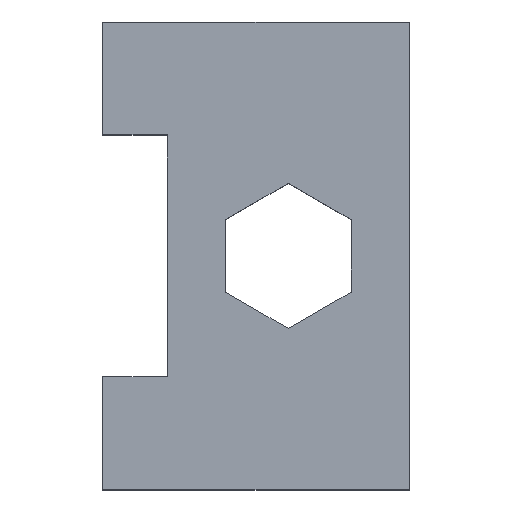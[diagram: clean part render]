
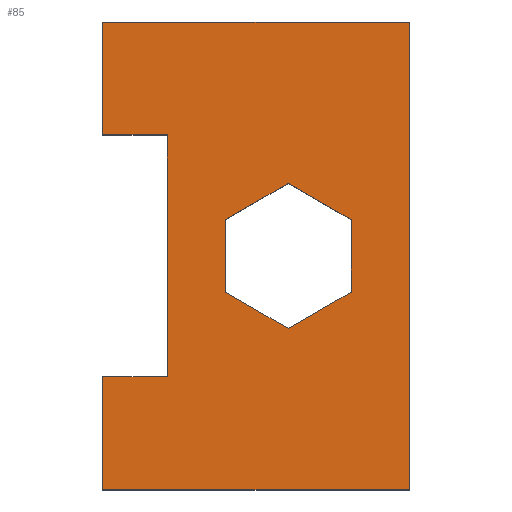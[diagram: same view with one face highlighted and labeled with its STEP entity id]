
A CAD part, top view. The second image highlights one B-rep face of the part: STEP entity #85.
In plain terms, the highlighted planar face has unit normal (0, 0, 1).
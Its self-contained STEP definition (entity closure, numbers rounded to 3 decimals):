
#85 = ADVANCED_FACE( '', ( #122, #123 ), #124, .F. );
#122 = FACE_BOUND( '', #172, .T. );
#123 = FACE_OUTER_BOUND( '', #173, .T. );
#124 = PLANE( '', #174 );
#172 = EDGE_LOOP( '', ( #287, #288, #289, #290, #291, #292 ) );
#173 = EDGE_LOOP( '', ( #293, #294, #295, #296, #297, #298, #299, #300 ) );
#174 = AXIS2_PLACEMENT_3D( '', #301, #302, #303 );
#287 = ORIENTED_EDGE( '', *, *, #424, .T. );
#288 = ORIENTED_EDGE( '', *, *, #397, .T. );
#289 = ORIENTED_EDGE( '', *, *, #394, .T. );
#290 = ORIENTED_EDGE( '', *, *, #425, .T. );
#291 = ORIENTED_EDGE( '', *, *, #426, .T. );
#292 = ORIENTED_EDGE( '', *, *, #427, .T. );
#293 = ORIENTED_EDGE( '', *, *, #389, .F. );
#294 = ORIENTED_EDGE( '', *, *, #423, .F. );
#295 = ORIENTED_EDGE( '', *, *, #428, .F. );
#296 = ORIENTED_EDGE( '', *, *, #429, .F. );
#297 = ORIENTED_EDGE( '', *, *, #430, .F. );
#298 = ORIENTED_EDGE( '', *, *, #431, .F. );
#299 = ORIENTED_EDGE( '', *, *, #419, .F. );
#300 = ORIENTED_EDGE( '', *, *, #421, .F. );
#301 = CARTESIAN_POINT( '', ( -11.5, 14.5, 32.2 ) );
#302 = DIRECTION( '', ( 0., 0., -1. ) );
#303 = DIRECTION( '', ( -1., 0., 0. ) );
#389 = EDGE_CURVE( '', #453, #455, #456, .T. );
#394 = EDGE_CURVE( '', #458, #463, #465, .T. );
#397 = EDGE_CURVE( '', #466, #458, #470, .T. );
#419 = EDGE_CURVE( '', #506, #508, #509, .T. );
#421 = EDGE_CURVE( '', #455, #506, #511, .T. );
#423 = EDGE_CURVE( '', #512, #453, #514, .T. );
#424 = EDGE_CURVE( '', #515, #466, #516, .T. );
#425 = EDGE_CURVE( '', #463, #517, #518, .T. );
#426 = EDGE_CURVE( '', #517, #519, #520, .T. );
#427 = EDGE_CURVE( '', #519, #515, #521, .T. );
#428 = EDGE_CURVE( '', #522, #512, #523, .T. );
#429 = EDGE_CURVE( '', #524, #522, #525, .T. );
#430 = EDGE_CURVE( '', #526, #524, #527, .T. );
#431 = EDGE_CURVE( '', #508, #526, #528, .T. );
#453 = VERTEX_POINT( '', #556 );
#455 = VERTEX_POINT( '', #559 );
#456 = LINE( '', #560, #561 );
#458 = VERTEX_POINT( '', #564 );
#463 = VERTEX_POINT( '', #571 );
#465 = LINE( '', #574, #575 );
#466 = VERTEX_POINT( '', #576 );
#470 = LINE( '', #582, #583 );
#506 = VERTEX_POINT( '', #637 );
#508 = VERTEX_POINT( '', #640 );
#509 = LINE( '', #641, #642 );
#511 = LINE( '', #645, #646 );
#512 = VERTEX_POINT( '', #647 );
#514 = LINE( '', #650, #651 );
#515 = VERTEX_POINT( '', #652 );
#516 = LINE( '', #653, #654 );
#517 = VERTEX_POINT( '', #655 );
#518 = LINE( '', #656, #657 );
#519 = VERTEX_POINT( '', #658 );
#520 = LINE( '', #659, #660 );
#521 = LINE( '', #661, #662 );
#522 = VERTEX_POINT( '', #663 );
#523 = LINE( '', #664, #665 );
#524 = VERTEX_POINT( '', #666 );
#525 = LINE( '', #667, #668 );
#526 = VERTEX_POINT( '', #669 );
#527 = LINE( '', #670, #671 );
#528 = LINE( '', #672, #673 );
#556 = CARTESIAN_POINT( '', ( -11.5, 7.5, 32.2 ) );
#559 = CARTESIAN_POINT( '', ( -11.5, 14.5, 32.2 ) );
#560 = CARTESIAN_POINT( '', ( -11.5, 7.5, 32.2 ) );
#561 = VECTOR( '', #707, 1000. );
#564 = CARTESIAN_POINT( '', ( 3.897, 2.25, 32.2 ) );
#571 = CARTESIAN_POINT( '', ( 3.897, -2.25, 32.2 ) );
#574 = CARTESIAN_POINT( '', ( 3.897, 14.5, 32.2 ) );
#575 = VECTOR( '', #712, 1000. );
#576 = CARTESIAN_POINT( '', ( 0., 4.5, 32.2 ) );
#582 = CARTESIAN_POINT( '', ( -12.955, 11.98, 32.2 ) );
#583 = VECTOR( '', #715, 1000. );
#637 = CARTESIAN_POINT( '', ( 7.5, 14.5, 32.2 ) );
#640 = CARTESIAN_POINT( '', ( 7.5, -14.5, 32.2 ) );
#641 = CARTESIAN_POINT( '', ( 7.5, 14.5, 32.2 ) );
#642 = VECTOR( '', #741, 1000. );
#645 = CARTESIAN_POINT( '', ( -11.5, 14.5, 32.2 ) );
#646 = VECTOR( '', #743, 1000. );
#647 = CARTESIAN_POINT( '', ( -7.5, 7.5, 32.2 ) );
#650 = CARTESIAN_POINT( '', ( -11.5, 7.5, 32.2 ) );
#651 = VECTOR( '', #745, 1000. );
#652 = CARTESIAN_POINT( '', ( -3.897, 2.25, 32.2 ) );
#653 = CARTESIAN_POINT( '', ( -4.295, 2.02, 32.2 ) );
#654 = VECTOR( '', #746, 1000. );
#655 = CARTESIAN_POINT( '', ( 0., -4.5, 32.2 ) );
#656 = CARTESIAN_POINT( '', ( -0.398, -4.73, 32.2 ) );
#657 = VECTOR( '', #747, 1000. );
#658 = CARTESIAN_POINT( '', ( -3.897, -2.25, 32.2 ) );
#659 = CARTESIAN_POINT( '', ( -16.852, 5.23, 32.2 ) );
#660 = VECTOR( '', #748, 1000. );
#661 = CARTESIAN_POINT( '', ( -3.897, 14.5, 32.2 ) );
#662 = VECTOR( '', #749, 1000. );
#663 = CARTESIAN_POINT( '', ( -7.5, -7.5, 32.2 ) );
#664 = CARTESIAN_POINT( '', ( -7.5, -7.5, 32.2 ) );
#665 = VECTOR( '', #750, 1000. );
#666 = CARTESIAN_POINT( '', ( -11.5, -7.5, 32.2 ) );
#667 = CARTESIAN_POINT( '', ( -11.5, -7.5, 32.2 ) );
#668 = VECTOR( '', #751, 1000. );
#669 = CARTESIAN_POINT( '', ( -11.5, -14.5, 32.2 ) );
#670 = CARTESIAN_POINT( '', ( -11.5, -7.5, 32.2 ) );
#671 = VECTOR( '', #752, 1000. );
#672 = CARTESIAN_POINT( '', ( -11.5, -14.5, 32.2 ) );
#673 = VECTOR( '', #753, 1000. );
#707 = DIRECTION( '', ( 0., 1., 0. ) );
#712 = DIRECTION( '', ( 0., -1., 0. ) );
#715 = DIRECTION( '', ( 0.866, -0.5, 0. ) );
#741 = DIRECTION( '', ( 0., -1., 0. ) );
#743 = DIRECTION( '', ( 1., 0., 0. ) );
#745 = DIRECTION( '', ( -1., 0., 0. ) );
#746 = DIRECTION( '', ( 0.866, 0.5, 0. ) );
#747 = DIRECTION( '', ( -0.866, -0.5, 0. ) );
#748 = DIRECTION( '', ( -0.866, 0.5, 0. ) );
#749 = DIRECTION( '', ( 0., 1., 0. ) );
#750 = DIRECTION( '', ( 0., 1., 0. ) );
#751 = DIRECTION( '', ( 1., 0., 0. ) );
#752 = DIRECTION( '', ( 0., 1., 0. ) );
#753 = DIRECTION( '', ( -1., 0., 0. ) );
